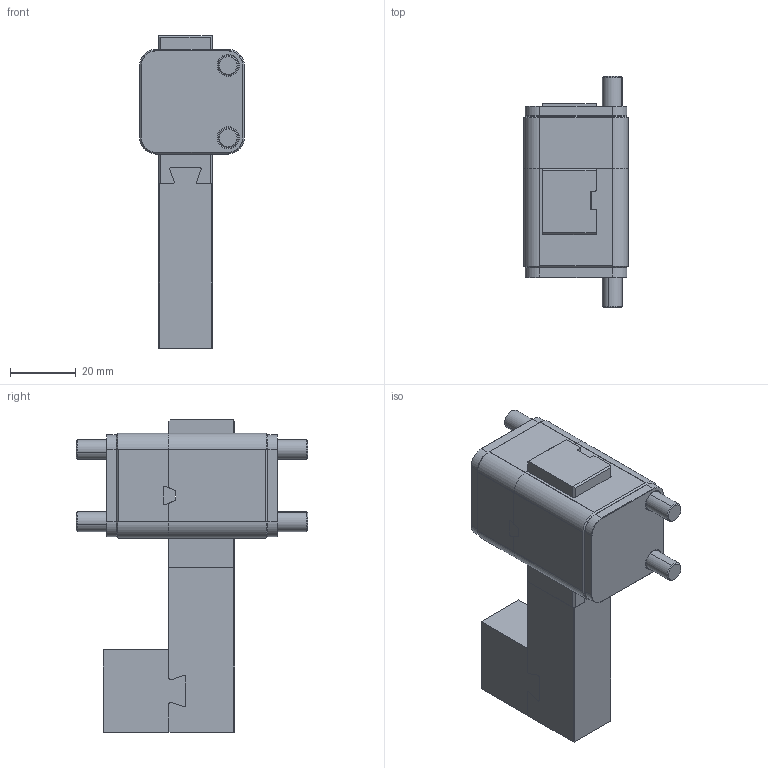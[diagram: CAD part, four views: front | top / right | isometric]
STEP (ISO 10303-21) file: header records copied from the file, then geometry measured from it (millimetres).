
FILE_DESCRIPTION (( 'STEP AP214' ), '1' );
FILE_NAME ('UU162032.STEP', '2016-04-01T14:24:42', ( '' ), ( '' ), 'SwSTEP 2.0', 'SolidWorks 2015', '' );
FILE_SCHEMA (( 'AUTOMOTIVE_DESIGN' ));
Length unit declared in the file: millimetre
Products named in the file (14): 1BOLAØ4; 8SU163232; 9GU163232; 9GU163232-1; 8UI162025; 7UU165000; 7UU162000; 1TOA-M6X28; 3MUELLE-7TO-M8-2; 9GU163232-2; 7TO-M8x12; 1TOA-M6X42; UU162032; 8SU160331
Assembly tree (16 placements, depth 3):
  UU162032
    1BOLAØ4
    1TOA-M6X28  x2
    1TOA-M6X42  x2
    3MUELLE-7TO-M8-2
    7TO-M8x12
    7UU162000
    7UU165000
    8UI162025
    8SU163232
    9GU163232
      9GU163232-1
      9GU163232-2
    8SU160331  x2
Bounding box: 32 x 70.4 x 95 mm (x, y, z)
Volume: 78800.8 mm3; surface area: 33705.1 mm2
Topology: 15 solids, 15 shells, 519 faces, 1256 edges, 786 vertices
Faces by surface type: plane 229, cylinder 171, cone 93, torus 22, sphere 2, bspline 2
Entity records: 15565 total; most frequent: CARTESIAN_POINT 4317, DIRECTION 2339, ORIENTED_EDGE 2130, EDGE_CURVE 1065, AXIS2_PLACEMENT_3D 845, VERTEX_POINT 675, VECTOR 649, LINE 649
